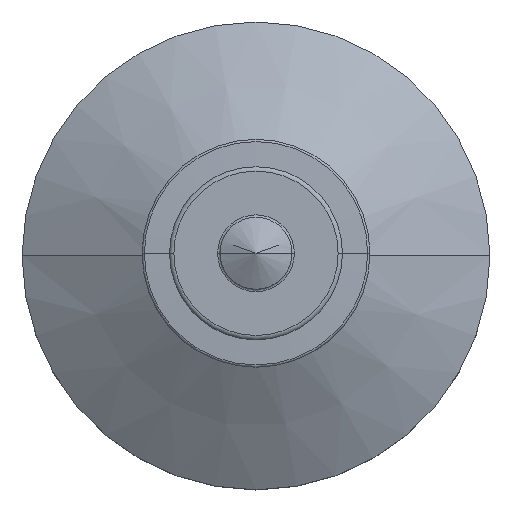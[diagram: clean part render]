
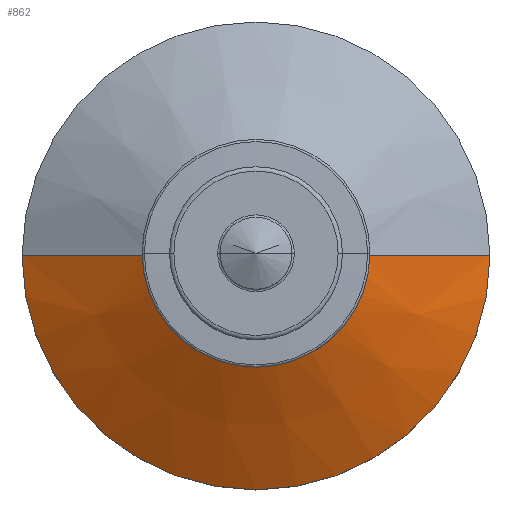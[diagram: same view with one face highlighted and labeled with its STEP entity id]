
A CAD part, top view. The second image highlights one B-rep face of the part: STEP entity #862.
In plain terms, the highlighted conical face has half-angle 60 degrees and reference radius 9 mm.
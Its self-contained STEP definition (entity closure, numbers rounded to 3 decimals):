
#94 = DIRECTION ( 'NONE',  ( 0., 0., -1. ) ) ;
#148 = CIRCLE ( 'NONE', #1339, 9. ) ;
#231 = DIRECTION ( 'NONE',  ( -1., 0., 0. ) ) ;
#247 = DIRECTION ( 'NONE',  ( 0., 0., 1. ) ) ;
#267 = CARTESIAN_POINT ( 'NONE',  ( 0., 0., 14.062 ) ) ;
#290 = CARTESIAN_POINT ( 'NONE',  ( -9., 0., 14.062 ) ) ;
#296 = EDGE_CURVE ( 'NONE', #369, #1671, #148, .T. ) ;
#340 = DIRECTION ( 'NONE',  ( -0.866, 0., -0.5 ) ) ;
#365 = VECTOR ( 'NONE', #340, 1000. ) ;
#369 = VERTEX_POINT ( 'NONE', #290 ) ;
#414 = CARTESIAN_POINT ( 'NONE',  ( -19.5, 0., 8. ) ) ;
#428 = DIRECTION ( 'NONE',  ( 0.866, 0., -0.5 ) ) ;
#485 = CARTESIAN_POINT ( 'NONE',  ( 0., 0., 8. ) ) ;
#529 = ORIENTED_EDGE ( 'NONE', *, *, #817, .T. ) ;
#559 = CARTESIAN_POINT ( 'NONE',  ( 9., 0., 14.062 ) ) ;
#609 = DIRECTION ( 'NONE',  ( 1., 0., 0. ) ) ;
#655 = ORIENTED_EDGE ( 'NONE', *, *, #1456, .F. ) ;
#723 = VERTEX_POINT ( 'NONE', #414 ) ;
#793 = LINE ( 'NONE', #1488, #1454 ) ;
#817 = EDGE_CURVE ( 'NONE', #369, #723, #1037, .T. ) ;
#862 = ADVANCED_FACE ( 'NONE', ( #885 ), #1502, .T. ) ;
#885 = FACE_OUTER_BOUND ( 'NONE', #1113, .T. ) ;
#900 = EDGE_CURVE ( 'NONE', #723, #1048, #1552, .T. ) ;
#931 = DIRECTION ( 'NONE',  ( 1., 0., 0. ) ) ;
#1037 = LINE ( 'NONE', #1111, #365 ) ;
#1048 = VERTEX_POINT ( 'NONE', #1239 ) ;
#1111 = CARTESIAN_POINT ( 'NONE',  ( -9., 0., 14.062 ) ) ;
#1113 = EDGE_LOOP ( 'NONE', ( #655, #1240, #529, #1333 ) ) ;
#1129 = CARTESIAN_POINT ( 'NONE',  ( 0., 0., 14.062 ) ) ;
#1239 = CARTESIAN_POINT ( 'NONE',  ( 19.5, 0., 8. ) ) ;
#1240 = ORIENTED_EDGE ( 'NONE', *, *, #296, .F. ) ;
#1333 = ORIENTED_EDGE ( 'NONE', *, *, #900, .T. ) ;
#1339 = AXIS2_PLACEMENT_3D ( 'NONE', #267, #247, #931 ) ;
#1391 = DIRECTION ( 'NONE',  ( 0., 0., 1. ) ) ;
#1405 = AXIS2_PLACEMENT_3D ( 'NONE', #1129, #94, #231 ) ;
#1454 = VECTOR ( 'NONE', #428, 1000. ) ;
#1456 = EDGE_CURVE ( 'NONE', #1671, #1048, #793, .T. ) ;
#1488 = CARTESIAN_POINT ( 'NONE',  ( 9., 0., 14.062 ) ) ;
#1502 = CONICAL_SURFACE ( 'NONE', #1405, 9., 1.047 ) ;
#1552 = CIRCLE ( 'NONE', #1583, 19.5 ) ;
#1583 = AXIS2_PLACEMENT_3D ( 'NONE', #485, #1391, #609 ) ;
#1671 = VERTEX_POINT ( 'NONE', #559 ) ;
